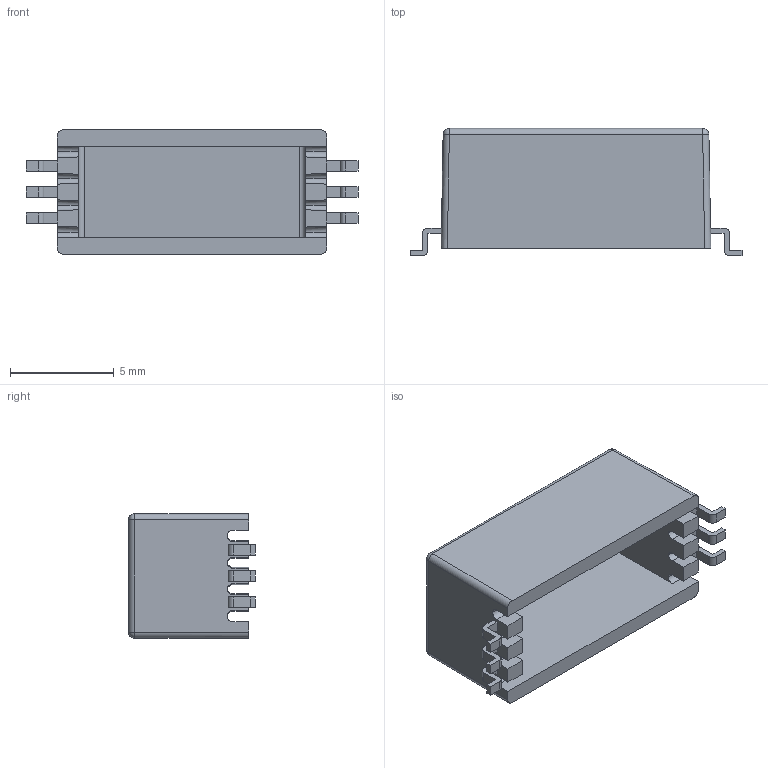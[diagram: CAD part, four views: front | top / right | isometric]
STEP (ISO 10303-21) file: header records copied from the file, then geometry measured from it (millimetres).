
FILE_DESCRIPTION (( 'STEP AP214' ), '1' );
FILE_NAME ('TOR_1002.STEP', '2019-02-01T15:27:36', ( '' ), ( '' ), 'SwSTEP 2.0', 'SolidWorks 2017', '' );
FILE_SCHEMA (( 'AUTOMOTIVE_DESIGN' ));
Length unit declared in the file: millimetre
Products named in the file (2): 250-1002_6A; TOR_1002
Assembly tree (1 placements, depth 2):
  TOR_1002
    250-1002_6A
Bounding box: 16 x 6.12 x 6 mm (x, y, z)
Volume: 194.4 mm3; surface area: 553.4 mm2
Topology: 1 solids, 1 shells, 129 faces, 352 edges, 228 vertices
Faces by surface type: plane 85, cylinder 40, sphere 4
Entity records: 4786 total; most frequent: CARTESIAN_POINT 829, ORIENTED_EDGE 696, DIRECTION 622, EDGE_CURVE 348, LINE 260, VECTOR 260, VERTEX_POINT 228, AXIS2_PLACEMENT_3D 181
